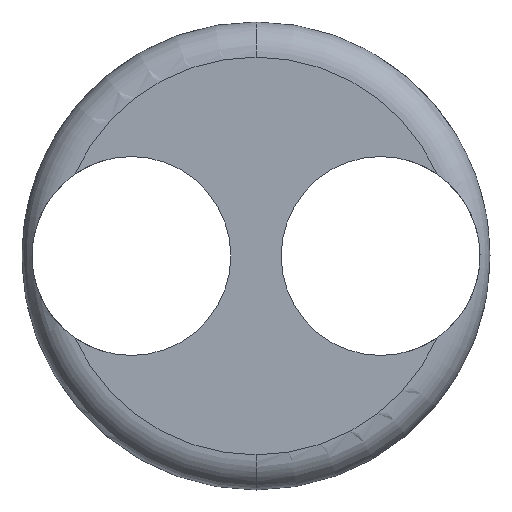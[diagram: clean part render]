
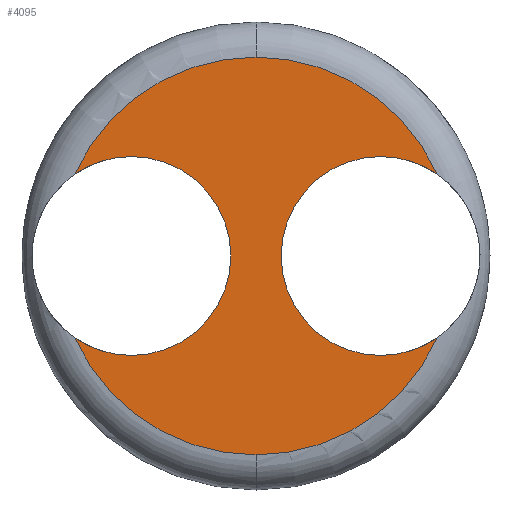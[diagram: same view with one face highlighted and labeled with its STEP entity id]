
A CAD part, front view. The second image highlights one B-rep face of the part: STEP entity #4095.
In plain terms, the highlighted planar face has unit normal (0, -1, 0).
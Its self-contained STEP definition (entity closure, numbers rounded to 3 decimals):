
#46 = EDGE_LOOP ( 'NONE', ( #2803, #3385, #1736, #3690, #2161, #1746, #1139, #632, #2953, #3113 ) ) ;
#72 = DIRECTION ( 'NONE',  ( 0., -1., 0. ) ) ;
#87 = DIRECTION ( 'NONE',  ( 0., -1., 0. ) ) ;
#112 = CIRCLE ( 'NONE', #873, 17. ) ;
#122 = CARTESIAN_POINT ( 'NONE',  ( 0., 0., 0. ) ) ;
#195 = DIRECTION ( 'NONE',  ( 0., -1., 0. ) ) ;
#230 = DIRECTION ( 'NONE',  ( 0., 0., 1. ) ) ;
#283 = VERTEX_POINT ( 'NONE', #3167 ) ;
#419 = CARTESIAN_POINT ( 'NONE',  ( -10.65, 0., 0. ) ) ;
#466 = AXIS2_PLACEMENT_3D ( 'NONE', #122, #2738, #3094 ) ;
#490 = CIRCLE ( 'NONE', #2544, 17. ) ;
#494 = CARTESIAN_POINT ( 'NONE',  ( 15.501, 0., -6.98 ) ) ;
#532 = AXIS2_PLACEMENT_3D ( 'NONE', #1573, #1214, #2530 ) ;
#548 = DIRECTION ( 'NONE',  ( 0., -1., 0. ) ) ;
#609 = DIRECTION ( 'NONE',  ( 0., -1., 0. ) ) ;
#632 = ORIENTED_EDGE ( 'NONE', *, *, #3031, .F. ) ;
#662 = DIRECTION ( 'NONE',  ( 0., 0., -1. ) ) ;
#724 = VERTEX_POINT ( 'NONE', #4219 ) ;
#833 = VERTEX_POINT ( 'NONE', #3026 ) ;
#844 = DIRECTION ( 'NONE',  ( 0., 0., -1. ) ) ;
#867 = DIRECTION ( 'NONE',  ( 0., 0., -1. ) ) ;
#871 = EDGE_CURVE ( 'NONE', #283, #2602, #1603, .T. ) ;
#873 = AXIS2_PLACEMENT_3D ( 'NONE', #1072, #3631, #2993 ) ;
#878 = DIRECTION ( 'NONE',  ( 0., 0., 1. ) ) ;
#919 = CARTESIAN_POINT ( 'NONE',  ( -10.65, 0., 0. ) ) ;
#921 = VERTEX_POINT ( 'NONE', #3559 ) ;
#1072 = CARTESIAN_POINT ( 'NONE',  ( 0., 0., 0. ) ) ;
#1139 = ORIENTED_EDGE ( 'NONE', *, *, #3523, .T. ) ;
#1214 = DIRECTION ( 'NONE',  ( 0., -1., 0. ) ) ;
#1294 = CIRCLE ( 'NONE', #3796, 17. ) ;
#1382 = EDGE_CURVE ( 'NONE', #2692, #3934, #4231, .T. ) ;
#1458 = CARTESIAN_POINT ( 'NONE',  ( 10.65, 0., 0. ) ) ;
#1573 = CARTESIAN_POINT ( 'NONE',  ( 10.65, 0., 0. ) ) ;
#1603 = CIRCLE ( 'NONE', #2177, 8.5 ) ;
#1687 = CIRCLE ( 'NONE', #1968, 17. ) ;
#1721 = CIRCLE ( 'NONE', #1996, 8.5 ) ;
#1736 = ORIENTED_EDGE ( 'NONE', *, *, #4038, .F. ) ;
#1746 = ORIENTED_EDGE ( 'NONE', *, *, #3922, .T. ) ;
#1767 = CIRCLE ( 'NONE', #3553, 8.5 ) ;
#1968 = AXIS2_PLACEMENT_3D ( 'NONE', #3217, #3278, #230 ) ;
#1996 = AXIS2_PLACEMENT_3D ( 'NONE', #3179, #3491, #844 ) ;
#2161 = ORIENTED_EDGE ( 'NONE', *, *, #3906, .F. ) ;
#2177 = AXIS2_PLACEMENT_3D ( 'NONE', #1458, #195, #867 ) ;
#2191 = VERTEX_POINT ( 'NONE', #494 ) ;
#2316 = CIRCLE ( 'NONE', #4119, 8.5 ) ;
#2517 = CARTESIAN_POINT ( 'NONE',  ( -10.65, 0., 8.5 ) ) ;
#2530 = DIRECTION ( 'NONE',  ( 0., 0., -1. ) ) ;
#2544 = AXIS2_PLACEMENT_3D ( 'NONE', #3877, #548, #878 ) ;
#2602 = VERTEX_POINT ( 'NONE', #3515 ) ;
#2692 = VERTEX_POINT ( 'NONE', #3595 ) ;
#2738 = DIRECTION ( 'NONE',  ( 0., 1., 0. ) ) ;
#2803 = ORIENTED_EDGE ( 'NONE', *, *, #3473, .T. ) ;
#2950 = CARTESIAN_POINT ( 'NONE',  ( 0., 0., -17. ) ) ;
#2953 = ORIENTED_EDGE ( 'NONE', *, *, #3957, .F. ) ;
#2993 = DIRECTION ( 'NONE',  ( 0., 0., 1. ) ) ;
#3026 = CARTESIAN_POINT ( 'NONE',  ( -15.501, 0., -6.98 ) ) ;
#3031 = EDGE_CURVE ( 'NONE', #3628, #2191, #1721, .T. ) ;
#3094 = DIRECTION ( 'NONE',  ( 0., 0., 1. ) ) ;
#3113 = ORIENTED_EDGE ( 'NONE', *, *, #871, .F. ) ;
#3167 = CARTESIAN_POINT ( 'NONE',  ( 15.501, 0., 6.98 ) ) ;
#3179 = CARTESIAN_POINT ( 'NONE',  ( 10.65, 0., 0. ) ) ;
#3199 = DIRECTION ( 'NONE',  ( 0., 0., -1. ) ) ;
#3217 = CARTESIAN_POINT ( 'NONE',  ( 0., 0., 0. ) ) ;
#3218 = CIRCLE ( 'NONE', #532, 8.5 ) ;
#3278 = DIRECTION ( 'NONE',  ( 0., -1., 0. ) ) ;
#3318 = FACE_OUTER_BOUND ( 'NONE', #46, .T. ) ;
#3385 = ORIENTED_EDGE ( 'NONE', *, *, #3987, .T. ) ;
#3473 = EDGE_CURVE ( 'NONE', #283, #921, #1294, .T. ) ;
#3491 = DIRECTION ( 'NONE',  ( 0., -1., 0. ) ) ;
#3505 = DIRECTION ( 'NONE',  ( 0., 0., 1. ) ) ;
#3515 = CARTESIAN_POINT ( 'NONE',  ( 10.65, 0., 8.5 ) ) ;
#3523 = EDGE_CURVE ( 'NONE', #3976, #2191, #490, .T. ) ;
#3539 = AXIS2_PLACEMENT_3D ( 'NONE', #419, #87, #3984 ) ;
#3553 = AXIS2_PLACEMENT_3D ( 'NONE', #919, #4255, #3199 ) ;
#3559 = CARTESIAN_POINT ( 'NONE',  ( 0., 0., 17. ) ) ;
#3595 = CARTESIAN_POINT ( 'NONE',  ( -10.65, 0., -8.5 ) ) ;
#3628 = VERTEX_POINT ( 'NONE', #4017 ) ;
#3631 = DIRECTION ( 'NONE',  ( 0., -1., 0. ) ) ;
#3655 = PLANE ( 'NONE',  #466 ) ;
#3690 = ORIENTED_EDGE ( 'NONE', *, *, #1382, .F. ) ;
#3796 = AXIS2_PLACEMENT_3D ( 'NONE', #3901, #609, #3505 ) ;
#3877 = CARTESIAN_POINT ( 'NONE',  ( 0., 0., 0. ) ) ;
#3901 = CARTESIAN_POINT ( 'NONE',  ( 0., 0., 0. ) ) ;
#3906 = EDGE_CURVE ( 'NONE', #833, #2692, #1767, .T. ) ;
#3922 = EDGE_CURVE ( 'NONE', #833, #3976, #1687, .T. ) ;
#3934 = VERTEX_POINT ( 'NONE', #2517 ) ;
#3957 = EDGE_CURVE ( 'NONE', #2602, #3628, #3218, .T. ) ;
#3976 = VERTEX_POINT ( 'NONE', #2950 ) ;
#3984 = DIRECTION ( 'NONE',  ( 0., 0., -1. ) ) ;
#3987 = EDGE_CURVE ( 'NONE', #921, #724, #112, .T. ) ;
#3991 = CARTESIAN_POINT ( 'NONE',  ( -10.65, 0., 0. ) ) ;
#4017 = CARTESIAN_POINT ( 'NONE',  ( 10.65, 0., -8.5 ) ) ;
#4038 = EDGE_CURVE ( 'NONE', #3934, #724, #2316, .T. ) ;
#4095 = ADVANCED_FACE ( 'NONE', ( #3318 ), #3655, .F. ) ;
#4119 = AXIS2_PLACEMENT_3D ( 'NONE', #3991, #72, #662 ) ;
#4219 = CARTESIAN_POINT ( 'NONE',  ( -15.501, 0., 6.98 ) ) ;
#4231 = CIRCLE ( 'NONE', #3539, 8.5 ) ;
#4255 = DIRECTION ( 'NONE',  ( 0., -1., 0. ) ) ;
